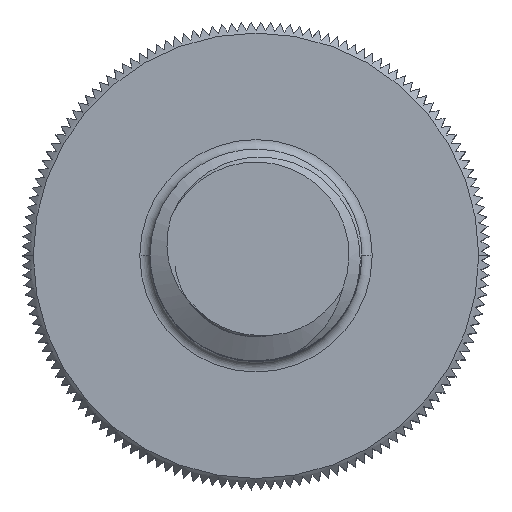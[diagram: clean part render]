
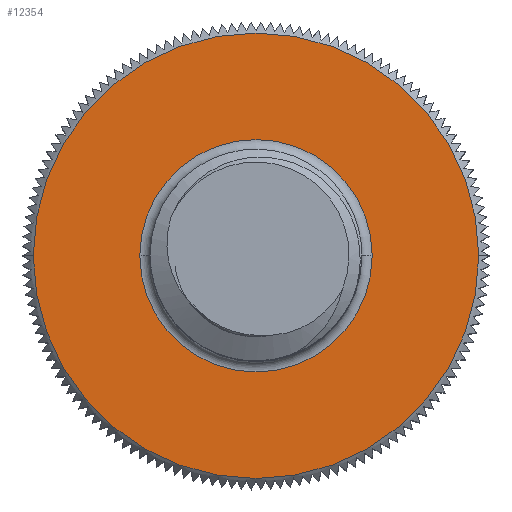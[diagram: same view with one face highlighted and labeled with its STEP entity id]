
A CAD part, top view. The second image highlights one B-rep face of the part: STEP entity #12354.
In plain terms, the highlighted planar face has unit normal (0, 0, 1).
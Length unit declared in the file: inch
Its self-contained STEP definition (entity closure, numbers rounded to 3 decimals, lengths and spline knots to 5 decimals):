
#860 = ORIENTED_EDGE ( 'NONE', *, *, #8480, .T. ) ;
#862 = ORIENTED_EDGE ( 'NONE', *, *, #11431, .T. ) ;
#864 = ORIENTED_EDGE ( 'NONE', *, *, #8501, .T. ) ;
#868 = ORIENTED_EDGE ( 'NONE', *, *, #11406, .T. ) ;
#1129 = CARTESIAN_POINT ( 'NONE',  ( -0.1725, 0., 0.1875 ) ) ;
#1493 = CARTESIAN_POINT ( 'NONE',  ( -0.09, 0., 0.1875 ) ) ;
#1508 = CARTESIAN_POINT ( 'NONE',  ( 0.09, 0., 0.1875 ) ) ;
#1531 = CARTESIAN_POINT ( 'NONE',  ( 0.1725, 0., 0.1875 ) ) ;
#3923 = AXIS2_PLACEMENT_3D ( 'NONE', #6431, #6430, #6429 ) ;
#3937 = AXIS2_PLACEMENT_3D ( 'NONE', #10137, #10136, #10135 ) ;
#3950 = AXIS2_PLACEMENT_3D ( 'NONE', #6551, #6550, #6549 ) ;
#5271 = VERTEX_POINT ( 'NONE', #1493 ) ;
#5283 = VERTEX_POINT ( 'NONE', #1531 ) ;
#5348 = VERTEX_POINT ( 'NONE', #1508 ) ;
#5359 = VERTEX_POINT ( 'NONE', #1129 ) ;
#6429 = DIRECTION ( 'NONE',  ( -1., 0., 0. ) ) ;
#6430 = DIRECTION ( 'NONE',  ( 0., 0., 1. ) ) ;
#6431 = CARTESIAN_POINT ( 'NONE',  ( 0., 0., 0.1875 ) ) ;
#6549 = DIRECTION ( 'NONE',  ( -1., 0., 0. ) ) ;
#6550 = DIRECTION ( 'NONE',  ( 0., 0., -1. ) ) ;
#6551 = CARTESIAN_POINT ( 'NONE',  ( 0., 0., 0.1875 ) ) ;
#7067 = AXIS2_PLACEMENT_3D ( 'NONE', #12534, #12543, #12544 ) ;
#7851 = EDGE_LOOP ( 'NONE', ( #862, #860 ) ) ;
#8480 = EDGE_CURVE ( 'NONE', #5283, #5359, #11815, .T. ) ;
#8501 = EDGE_CURVE ( 'NONE', #5348, #5271, #11822, .T. ) ;
#9662 = FACE_BOUND ( 'NONE', #10981, .T. ) ;
#9665 = FACE_OUTER_BOUND ( 'NONE', #7851, .T. ) ;
#10135 = DIRECTION ( 'NONE',  ( -1., 0., 0. ) ) ;
#10136 = DIRECTION ( 'NONE',  ( 0., 0., -1. ) ) ;
#10137 = CARTESIAN_POINT ( 'NONE',  ( 0., 0., 0.1875 ) ) ;
#10311 = DIRECTION ( 'NONE',  ( -1., 0., 0. ) ) ;
#10312 = DIRECTION ( 'NONE',  ( 0., 0., 1. ) ) ;
#10313 = CARTESIAN_POINT ( 'NONE',  ( 0., 0., 0.1875 ) ) ;
#10981 = EDGE_LOOP ( 'NONE', ( #868, #864 ) ) ;
#11406 = EDGE_CURVE ( 'NONE', #5271, #5348, #12103, .T. ) ;
#11431 = EDGE_CURVE ( 'NONE', #5359, #5283, #12101, .T. ) ;
#11815 = CIRCLE ( 'NONE', #12132, 0.1725 ) ;
#11822 = CIRCLE ( 'NONE', #3937, 0.09 ) ;
#12101 = CIRCLE ( 'NONE', #3923, 0.1725 ) ;
#12103 = CIRCLE ( 'NONE', #3950, 0.09 ) ;
#12132 = AXIS2_PLACEMENT_3D ( 'NONE', #10313, #10312, #10311 ) ;
#12354 = ADVANCED_FACE ( 'NONE', ( #9662, #9665 ), #12538, .F. ) ;
#12534 = CARTESIAN_POINT ( 'NONE',  ( 0., 0.1875, 0.1875 ) ) ;
#12538 = PLANE ( 'NONE',  #7067 ) ;
#12543 = DIRECTION ( 'NONE',  ( 0., 0., -1. ) ) ;
#12544 = DIRECTION ( 'NONE',  ( -1., 0., 0. ) ) ;
